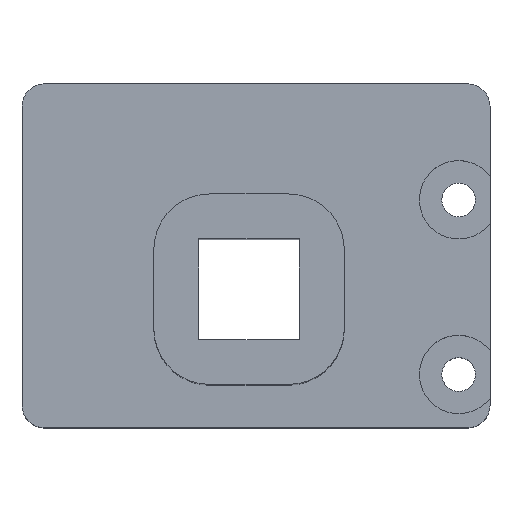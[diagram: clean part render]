
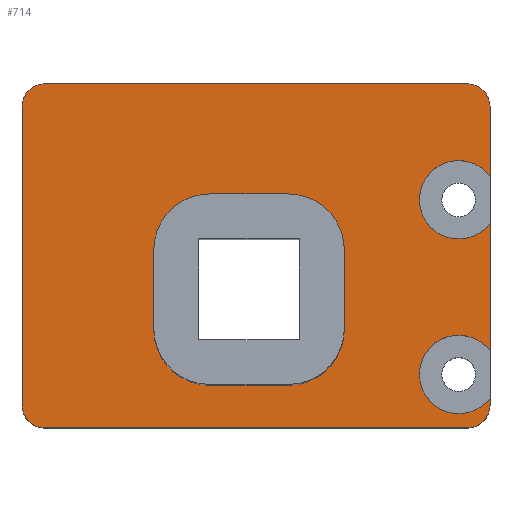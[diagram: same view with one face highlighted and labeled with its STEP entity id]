
A CAD part, top view. The second image highlights one B-rep face of the part: STEP entity #714.
In plain terms, the highlighted planar face has unit normal (0, 0, 1).
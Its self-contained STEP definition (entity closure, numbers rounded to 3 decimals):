
#16=FACE_BOUND('',#103,.T.);
#34=PLANE('',#780);
#63=FACE_OUTER_BOUND('',#102,.T.);
#102=EDGE_LOOP('',(#544,#545,#546,#547,#548,#549,#550,#551,#552,#553,#554,
#555));
#103=EDGE_LOOP('',(#556,#557,#558,#559,#560,#561,#562,#563));
#140=LINE('',#1044,#216);
#150=LINE('',#1072,#226);
#153=LINE('',#1080,#229);
#155=LINE('',#1086,#231);
#164=LINE('',#1106,#240);
#165=LINE('',#1110,#241);
#166=LINE('',#1114,#242);
#167=LINE('',#1118,#243);
#168=LINE('',#1122,#244);
#169=LINE('',#1126,#245);
#216=VECTOR('',#837,10.);
#226=VECTOR('',#861,10.);
#229=VECTOR('',#870,10.);
#231=VECTOR('',#878,10.);
#240=VECTOR('',#897,10.);
#241=VECTOR('',#900,10.);
#242=VECTOR('',#903,10.);
#243=VECTOR('',#906,10.);
#244=VECTOR('',#909,10.);
#245=VECTOR('',#912,10.);
#289=CIRCLE('',#761,5.);
#293=CIRCLE('',#768,5.);
#294=CIRCLE('',#771,5.);
#295=CIRCLE('',#774,5.);
#296=CIRCLE('',#781,2.);
#297=CIRCLE('',#782,3.5);
#298=CIRCLE('',#783,3.5);
#299=CIRCLE('',#784,2.);
#300=CIRCLE('',#785,2.);
#301=CIRCLE('',#786,2.);
#316=VERTEX_POINT('',#1034);
#317=VERTEX_POINT('',#1036);
#319=VERTEX_POINT('',#1042);
#329=VERTEX_POINT('',#1066);
#330=VERTEX_POINT('',#1070);
#331=VERTEX_POINT('',#1074);
#332=VERTEX_POINT('',#1076);
#333=VERTEX_POINT('',#1082);
#338=VERTEX_POINT('',#1104);
#339=VERTEX_POINT('',#1105);
#340=VERTEX_POINT('',#1107);
#341=VERTEX_POINT('',#1109);
#342=VERTEX_POINT('',#1111);
#343=VERTEX_POINT('',#1113);
#344=VERTEX_POINT('',#1115);
#345=VERTEX_POINT('',#1117);
#346=VERTEX_POINT('',#1119);
#347=VERTEX_POINT('',#1121);
#348=VERTEX_POINT('',#1123);
#349=VERTEX_POINT('',#1125);
#384=EDGE_CURVE('',#316,#317,#289,.F.);
#388=EDGE_CURVE('',#316,#319,#140,.T.);
#400=EDGE_CURVE('',#329,#319,#293,.F.);
#402=EDGE_CURVE('',#329,#330,#150,.T.);
#404=EDGE_CURVE('',#331,#332,#294,.F.);
#406=EDGE_CURVE('',#331,#317,#153,.T.);
#408=EDGE_CURVE('',#333,#330,#295,.F.);
#409=EDGE_CURVE('',#333,#332,#155,.T.);
#418=EDGE_CURVE('',#338,#339,#164,.T.);
#419=EDGE_CURVE('',#339,#340,#296,.T.);
#420=EDGE_CURVE('',#340,#341,#165,.T.);
#421=EDGE_CURVE('',#341,#342,#297,.T.);
#422=EDGE_CURVE('',#342,#343,#166,.T.);
#423=EDGE_CURVE('',#343,#344,#298,.T.);
#424=EDGE_CURVE('',#344,#345,#167,.T.);
#425=EDGE_CURVE('',#345,#346,#299,.T.);
#426=EDGE_CURVE('',#346,#347,#168,.T.);
#427=EDGE_CURVE('',#347,#348,#300,.T.);
#428=EDGE_CURVE('',#348,#349,#169,.T.);
#429=EDGE_CURVE('',#349,#338,#301,.T.);
#544=ORIENTED_EDGE('',*,*,#418,.T.);
#545=ORIENTED_EDGE('',*,*,#419,.T.);
#546=ORIENTED_EDGE('',*,*,#420,.T.);
#547=ORIENTED_EDGE('',*,*,#421,.T.);
#548=ORIENTED_EDGE('',*,*,#422,.T.);
#549=ORIENTED_EDGE('',*,*,#423,.T.);
#550=ORIENTED_EDGE('',*,*,#424,.T.);
#551=ORIENTED_EDGE('',*,*,#425,.T.);
#552=ORIENTED_EDGE('',*,*,#426,.T.);
#553=ORIENTED_EDGE('',*,*,#427,.T.);
#554=ORIENTED_EDGE('',*,*,#428,.T.);
#555=ORIENTED_EDGE('',*,*,#429,.T.);
#556=ORIENTED_EDGE('',*,*,#402,.T.);
#557=ORIENTED_EDGE('',*,*,#408,.F.);
#558=ORIENTED_EDGE('',*,*,#409,.T.);
#559=ORIENTED_EDGE('',*,*,#404,.F.);
#560=ORIENTED_EDGE('',*,*,#406,.T.);
#561=ORIENTED_EDGE('',*,*,#384,.F.);
#562=ORIENTED_EDGE('',*,*,#388,.T.);
#563=ORIENTED_EDGE('',*,*,#400,.F.);
#714=ADVANCED_FACE('',(#63,#16),#34,.F.);
#761=AXIS2_PLACEMENT_3D('',#1037,#830,#831);
#768=AXIS2_PLACEMENT_3D('',#1068,#856,#857);
#771=AXIS2_PLACEMENT_3D('',#1077,#865,#866);
#774=AXIS2_PLACEMENT_3D('',#1084,#874,#875);
#780=AXIS2_PLACEMENT_3D('',#1103,#895,#896);
#781=AXIS2_PLACEMENT_3D('',#1108,#898,#899);
#782=AXIS2_PLACEMENT_3D('',#1112,#901,#902);
#783=AXIS2_PLACEMENT_3D('',#1116,#904,#905);
#784=AXIS2_PLACEMENT_3D('',#1120,#907,#908);
#785=AXIS2_PLACEMENT_3D('',#1124,#910,#911);
#786=AXIS2_PLACEMENT_3D('',#1127,#913,#914);
#830=DIRECTION('center_axis',(0.,0.,
-1.));
#831=DIRECTION('ref_axis',(-0.707,0.707,0.));
#837=DIRECTION('',(1.,0.,0.));
#856=DIRECTION('center_axis',(0.,0.,
-1.));
#857=DIRECTION('ref_axis',(0.707,0.707,0.));
#861=DIRECTION('',(0.,-1.,0.));
#865=DIRECTION('center_axis',(0.,0.,
-1.));
#866=DIRECTION('ref_axis',(-0.707,-0.707,0.));
#870=DIRECTION('',(0.,1.,0.));
#874=DIRECTION('center_axis',(0.,0.,
-1.));
#875=DIRECTION('ref_axis',(0.707,-0.707,0.));
#878=DIRECTION('',(-1.,0.,0.));
#895=DIRECTION('center_axis',(0.,0.,
-1.));
#896=DIRECTION('ref_axis',(-1.,0.,0.));
#897=DIRECTION('',(1.,0.,0.));
#898=DIRECTION('center_axis',(0.,0.,
1.));
#899=DIRECTION('ref_axis',(0.,-1.,0.));
#900=DIRECTION('',(0.,1.,0.));
#901=DIRECTION('center_axis',(0.,0.,
-1.));
#902=DIRECTION('ref_axis',(-0.799,-0.601,0.));
#903=DIRECTION('',(0.,1.,0.));
#904=DIRECTION('center_axis',(0.,0.,
-1.));
#905=DIRECTION('ref_axis',(-0.799,-0.601,0.));
#906=DIRECTION('',(0.,1.,0.));
#907=DIRECTION('center_axis',(0.,0.,
1.));
#908=DIRECTION('ref_axis',(1.,0.,0.));
#909=DIRECTION('',(-1.,0.,0.));
#910=DIRECTION('center_axis',(0.,0.,
1.));
#911=DIRECTION('ref_axis',(0.,1.,0.));
#912=DIRECTION('',(0.,-1.,0.));
#913=DIRECTION('center_axis',(0.,0.,
1.));
#914=DIRECTION('ref_axis',(-1.,0.,0.));
#1034=CARTESIAN_POINT('',(-15.245,-9.898,9.));
#1036=CARTESIAN_POINT('',(-20.245,-14.898,9.));
#1037=CARTESIAN_POINT('Origin',(-15.245,-14.898,9.));
#1042=CARTESIAN_POINT('',(-8.245,-9.898,9.));
#1044=CARTESIAN_POINT('',(-7.495,-9.898,9.));
#1066=CARTESIAN_POINT('',(-3.245,-14.898,9.));
#1068=CARTESIAN_POINT('Origin',(-8.245,-14.898,9.));
#1070=CARTESIAN_POINT('',(-3.245,-21.898,9.));
#1072=CARTESIAN_POINT('',(-3.245,-24.01,9.));
#1074=CARTESIAN_POINT('',(-20.245,-21.898,9.));
#1076=CARTESIAN_POINT('',(-15.245,-26.898,9.));
#1077=CARTESIAN_POINT('Origin',(-15.245,-21.898,9.));
#1080=CARTESIAN_POINT('',(-20.245,-15.51,9.));
#1082=CARTESIAN_POINT('',(-8.245,-26.898,9.));
#1084=CARTESIAN_POINT('Origin',(-8.245,-21.898,9.));
#1086=CARTESIAN_POINT('',(-15.995,-26.898,9.));
#1103=CARTESIAN_POINT('Origin',(-11.745,-21.122,9.));
#1104=CARTESIAN_POINT('',(-30.,-30.701,9.));
#1105=CARTESIAN_POINT('',(7.755,-30.701,9.));
#1106=CARTESIAN_POINT('',(-30.,-30.701,9.));
#1107=CARTESIAN_POINT('',(9.755,-28.701,9.));
#1108=CARTESIAN_POINT('Origin',(7.755,-28.701,9.));
#1109=CARTESIAN_POINT('',(9.755,-28.031,9.));
#1110=CARTESIAN_POINT('',(9.755,-28.701,9.));
#1111=CARTESIAN_POINT('',(9.755,-23.823,9.));
#1112=CARTESIAN_POINT('Origin',(6.958,-25.927,9.));
#1113=CARTESIAN_POINT('',(9.755,-12.448,9.));
#1114=CARTESIAN_POINT('',(9.755,-23.823,9.));
#1115=CARTESIAN_POINT('',(9.755,-8.24,9.));
#1116=CARTESIAN_POINT('Origin',(6.958,-10.344,9.));
#1117=CARTESIAN_POINT('',(9.755,-2.,9.));
#1118=CARTESIAN_POINT('',(9.755,-8.24,9.));
#1119=CARTESIAN_POINT('',(7.755,0.,9.));
#1120=CARTESIAN_POINT('Origin',(7.755,-2.,9.));
#1121=CARTESIAN_POINT('',(-30.,0.,9.));
#1122=CARTESIAN_POINT('',(7.755,0.,9.));
#1123=CARTESIAN_POINT('',(-32.,-2.,9.));
#1124=CARTESIAN_POINT('Origin',(-30.,-2.,9.));
#1125=CARTESIAN_POINT('',(-32.,-28.701,9.));
#1126=CARTESIAN_POINT('',(-32.,-2.,9.));
#1127=CARTESIAN_POINT('Origin',(-30.,-28.701,9.));
